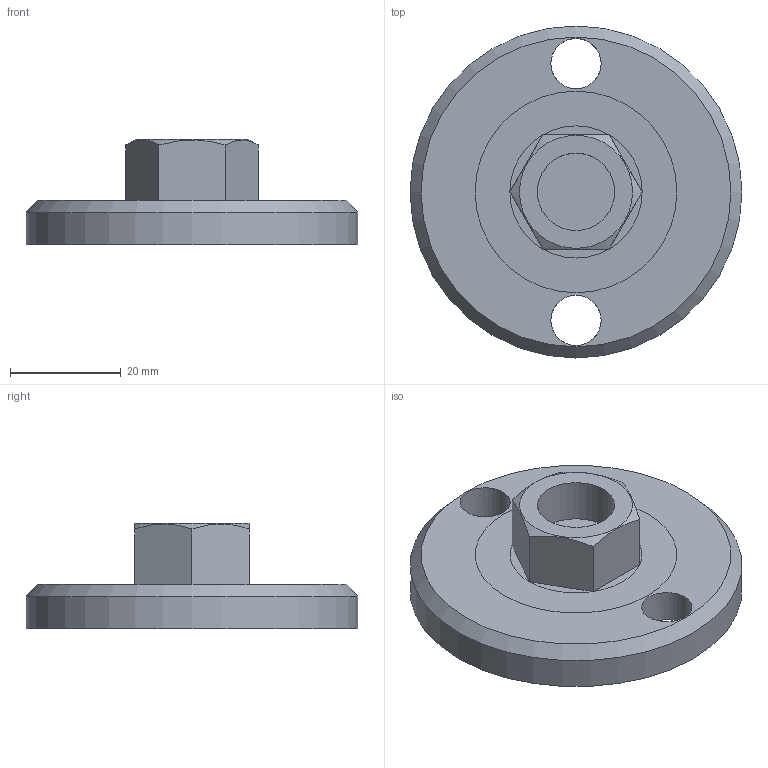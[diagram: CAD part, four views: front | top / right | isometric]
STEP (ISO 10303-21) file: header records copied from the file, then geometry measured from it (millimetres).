
FILE_DESCRIPTION(('FreeCAD Model'),'2;1');
FILE_NAME('Combiné à bois - Boitier de scie - Flasque de serrage.step','2020-11-01T22:43:52',('Author'),('') ,'Open CASCADE STEP processor 7.4','FreeCAD','Unknown');
FILE_SCHEMA(('AUTOMOTIVE_DESIGN { 1 0 10303 214 1 1 1 1 }'));
Length unit declared in the file: millimetre
Products named in the file (1): Body
Bounding box: 60 x 60 x 19 mm (x, y, z)
Volume: 19070.3 mm3; surface area: 8793.1 mm2
Topology: 1 solids, 1 shells, 31 faces, 62 edges, 37 vertices
Faces by surface type: plane 20, cylinder 9, cone 2
Full cylindrical faces by diameter (mm): 8.2 x1, 9.1 x2, 14 x1, 30.1 x1, 60 x1
Entity records: 1714 total; most frequent: CARTESIAN_POINT 351, DIRECTION 276, ORIENTED_EDGE 124, PCURVE 124, DEFINITIONAL_REPRESENTATION 124, LINE 100, VECTOR 100, AXIS2_PLACEMENT_3D 69
